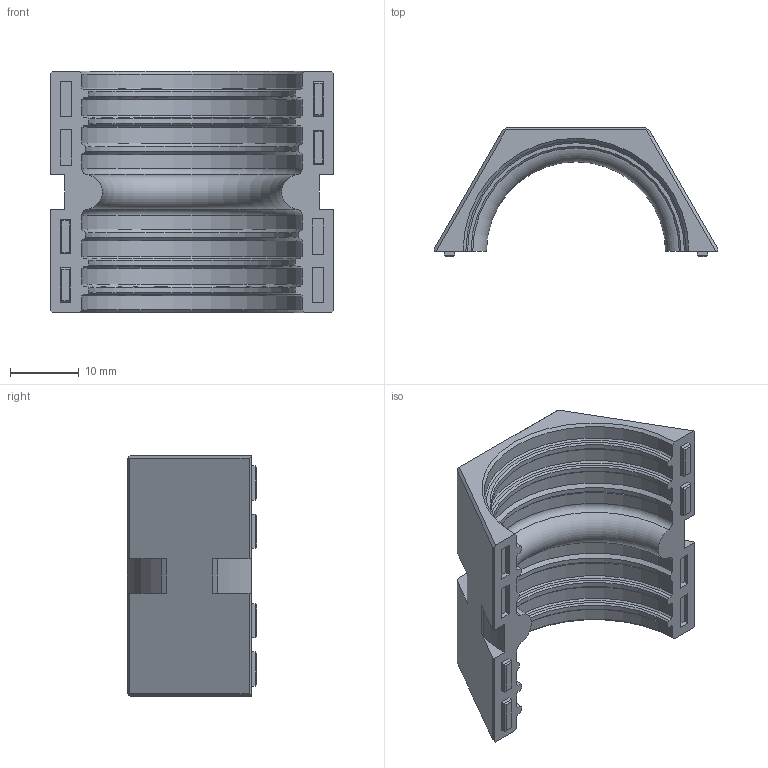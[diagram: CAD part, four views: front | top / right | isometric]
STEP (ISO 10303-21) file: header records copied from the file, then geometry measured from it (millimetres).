
FILE_DESCRIPTION(/* description */ (''),/* implementation_level */ '2;1');
FILE_NAME(/* name */ 'Conduit_connector_DN32_align_protrusions_x2_v3.step',/* time_stamp */ '2025-05-11T10:51:06+02:00',/* author */ (''),/* organization */ (''),/* preprocessor_version */ 'ST-DEVELOPER v20.1',/* originating_system */ 'Autodesk Translation Framework v14.4.0.0',/* authorisation */ '');
FILE_SCHEMA (('AUTOMOTIVE_DESIGN { 1 0 10303 214 3 1 1 }'));
Length unit declared in the file: millimetre
Products named in the file (1): Back with align protrusions
Bounding box: 41.17 x 18.75 x 35 mm (x, y, z)
Volume: 6247.2 mm3; surface area: 5095.6 mm2
Topology: 1 solids, 1 shells, 314 faces, 866 edges, 572 vertices
Faces by surface type: plane 155, bspline 116, cone 22, cylinder 18, torus 3
Entity records: 11024 total; most frequent: CARTESIAN_POINT 3725, ORIENTED_EDGE 1732, DIRECTION 1094, EDGE_CURVE 866, LINE 572, VECTOR 572, VERTEX_POINT 572, EDGE_LOOP 332
